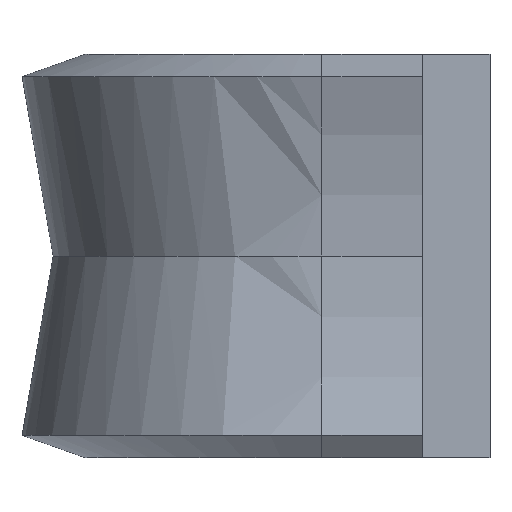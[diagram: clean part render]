
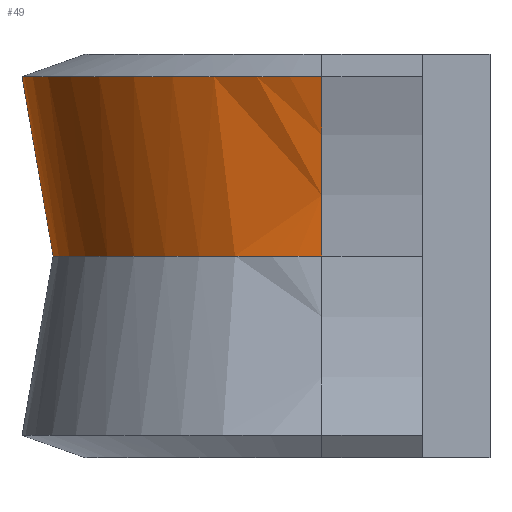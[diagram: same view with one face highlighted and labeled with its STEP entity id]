
A CAD part, left-side view. The second image highlights one B-rep face of the part: STEP entity #49.
In plain terms, the highlighted free-form (B-spline) face has degree [2, 2] with [9, 9] control points.
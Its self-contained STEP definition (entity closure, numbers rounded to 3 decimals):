
#49=ADVANCED_FACE('',(#85),#539,.T.);
#85=FACE_OUTER_BOUND('',#125,.T.);
#125=EDGE_LOOP('',(#282,#283,#284,#285));
#282=ORIENTED_EDGE('',*,*,#321,.T.);
#283=ORIENTED_EDGE('',*,*,#382,.F.);
#284=ORIENTED_EDGE('',*,*,#368,.F.);
#285=ORIENTED_EDGE('',*,*,#383,.T.);
#321=EDGE_CURVE('',#490,#487,#391,.T.);
#368=EDGE_CURVE('',#524,#525,#413,.T.);
#382=EDGE_CURVE('',#525,#487,#420,.T.);
#383=EDGE_CURVE('',#524,#490,#421,.T.);
#391=(
BOUNDED_CURVE()
B_SPLINE_CURVE(2,(#1289,#1290,#1291),.UNSPECIFIED.,.F.,.F.)
B_SPLINE_CURVE_WITH_KNOTS((3,3),(0.,2.719),.UNSPECIFIED.)
CURVE()
GEOMETRIC_REPRESENTATION_ITEM()
RATIONAL_B_SPLINE_CURVE((1.,0.986,1.))
REPRESENTATION_ITEM('')
);
#413=(
BOUNDED_CURVE()
B_SPLINE_CURVE(2,(#1402,#1403,#1404),.UNSPECIFIED.,.F.,.F.)
B_SPLINE_CURVE_WITH_KNOTS((3,3),(0.,2.719),.UNSPECIFIED.)
CURVE()
GEOMETRIC_REPRESENTATION_ITEM()
RATIONAL_B_SPLINE_CURVE((1.,0.986,1.))
REPRESENTATION_ITEM('')
);
#420=(
BOUNDED_CURVE()
B_SPLINE_CURVE(2,(#1444,#1445,#1446,#1447,#1448),.UNSPECIFIED.,.F.,.F.)
B_SPLINE_CURVE_WITH_KNOTS((3,2,3),(-14.004,-7.002,
0.),.UNSPECIFIED.)
CURVE()
GEOMETRIC_REPRESENTATION_ITEM()
RATIONAL_B_SPLINE_CURVE((1.,0.707,1.,0.707,1.))
REPRESENTATION_ITEM('')
);
#421=(
BOUNDED_CURVE()
B_SPLINE_CURVE(2,(#1449,#1450,#1451,#1452,#1453),.UNSPECIFIED.,.F.,.F.)
B_SPLINE_CURVE_WITH_KNOTS((3,2,3),(-12.566,-6.283,
0.),.UNSPECIFIED.)
CURVE()
GEOMETRIC_REPRESENTATION_ITEM()
RATIONAL_B_SPLINE_CURVE((1.,0.707,1.,0.707,1.))
REPRESENTATION_ITEM('')
);
#487=VERTEX_POINT('',#1203);
#490=VERTEX_POINT('',#1206);
#524=VERTEX_POINT('',#1240);
#525=VERTEX_POINT('',#1241);
#539=(
BOUNDED_SURFACE()
B_SPLINE_SURFACE(2,2,((#848,#849,#850,#851,#852,#853,#854,#855,#856),(#857,
#858,#859,#860,#861,#862,#863,#864,#865),(#866,#867,#868,#869,#870,#871,
#872,#873,#874),(#875,#876,#877,#878,#879,#880,#881,#882,#883),(#884,#885,
#886,#887,#888,#889,#890,#891,#892),(#893,#894,#895,#896,#897,#898,#899,
#900,#901),(#902,#903,#904,#905,#906,#907,#908,#909,#910),(#911,#912,#913,
#914,#915,#916,#917,#918,#919),(#920,#921,#922,#923,#924,#925,#926,#927,
#928)),.UNSPECIFIED.,.T.,.F.,.F.)
B_SPLINE_SURFACE_WITH_KNOTS((3,2,2,2,3),(3,2,2,2,3),(0.,12.566,
25.133,37.699,50.265),(0.,18.85,
37.699,56.549,75.398),.UNSPECIFIED.)
GEOMETRIC_REPRESENTATION_ITEM()
RATIONAL_B_SPLINE_SURFACE(((1.,0.707,1.,0.707,1.,
0.707,1.,0.707,1.),(0.707,0.5,0.707,
0.5,0.707,0.5,0.707,0.5,0.707),(1.,
0.707,1.,0.707,1.,0.707,1.,0.707,
1.),(0.707,0.5,0.707,0.5,0.707,0.5,
0.707,0.5,0.707),(1.,0.707,1.,0.707,
1.,0.707,1.,0.707,1.),(0.707,0.5,0.707,
0.5,0.707,0.5,0.707,0.5,0.707),(1.,
0.707,1.,0.707,1.,0.707,1.,0.707,
1.),(0.707,0.5,0.707,0.5,0.707,0.5,
0.707,0.5,0.707),(1.,0.707,1.,0.707,
1.,0.707,1.,0.707,1.)))
REPRESENTATION_ITEM('')
SURFACE()
);
#848=CARTESIAN_POINT('',(0.,-17.5,0.));
#849=CARTESIAN_POINT('',(-20.,-17.5,0.));
#850=CARTESIAN_POINT('',(-20.,2.5,0.));
#851=CARTESIAN_POINT('',(-20.,22.5,0.));
#852=CARTESIAN_POINT('',(0.,22.5,0.));
#853=CARTESIAN_POINT('',(20.,22.5,0.));
#854=CARTESIAN_POINT('',(20.,2.5,0.));
#855=CARTESIAN_POINT('',(20.,-17.5,0.));
#856=CARTESIAN_POINT('',(0.,-17.5,0.));
#857=CARTESIAN_POINT('',(0.,-17.5,-8.));
#858=CARTESIAN_POINT('',(-20.,-17.5,-8.));
#859=CARTESIAN_POINT('',(-20.,2.5,-8.));
#860=CARTESIAN_POINT('',(-20.,22.5,-8.));
#861=CARTESIAN_POINT('',(0.,22.5,-8.));
#862=CARTESIAN_POINT('',(20.,22.5,-8.));
#863=CARTESIAN_POINT('',(20.,2.5,-8.));
#864=CARTESIAN_POINT('',(20.,-17.5,-8.));
#865=CARTESIAN_POINT('',(0.,-17.5,-8.));
#866=CARTESIAN_POINT('',(0.,-9.5,-8.));
#867=CARTESIAN_POINT('',(-12.,-9.5,-8.));
#868=CARTESIAN_POINT('',(-12.,2.5,-8.));
#869=CARTESIAN_POINT('',(-12.,14.5,-8.));
#870=CARTESIAN_POINT('',(0.,14.5,-8.));
#871=CARTESIAN_POINT('',(12.,14.5,-8.));
#872=CARTESIAN_POINT('',(12.,2.5,-8.));
#873=CARTESIAN_POINT('',(12.,-9.5,-8.));
#874=CARTESIAN_POINT('',(0.,-9.5,-8.));
#875=CARTESIAN_POINT('',(0.,-1.5,-8.));
#876=CARTESIAN_POINT('',(-4.,-1.5,-8.));
#877=CARTESIAN_POINT('',(-4.,2.5,-8.));
#878=CARTESIAN_POINT('',(-4.,6.5,-8.));
#879=CARTESIAN_POINT('',(0.,6.5,-8.));
#880=CARTESIAN_POINT('',(4.,6.5,-8.));
#881=CARTESIAN_POINT('',(4.,2.5,-8.));
#882=CARTESIAN_POINT('',(4.,-1.5,-8.));
#883=CARTESIAN_POINT('',(0.,-1.5,-8.));
#884=CARTESIAN_POINT('',(0.,-1.5,0.));
#885=CARTESIAN_POINT('',(-4.,-1.5,0.));
#886=CARTESIAN_POINT('',(-4.,2.5,0.));
#887=CARTESIAN_POINT('',(-4.,6.5,0.));
#888=CARTESIAN_POINT('',(0.,6.5,0.));
#889=CARTESIAN_POINT('',(4.,6.5,0.));
#890=CARTESIAN_POINT('',(4.,2.5,0.));
#891=CARTESIAN_POINT('',(4.,-1.5,0.));
#892=CARTESIAN_POINT('',(0.,-1.5,0.));
#893=CARTESIAN_POINT('',(0.,-1.5,8.));
#894=CARTESIAN_POINT('',(-4.,-1.5,8.));
#895=CARTESIAN_POINT('',(-4.,2.5,8.));
#896=CARTESIAN_POINT('',(-4.,6.5,8.));
#897=CARTESIAN_POINT('',(0.,6.5,8.));
#898=CARTESIAN_POINT('',(4.,6.5,8.));
#899=CARTESIAN_POINT('',(4.,2.5,8.));
#900=CARTESIAN_POINT('',(4.,-1.5,8.));
#901=CARTESIAN_POINT('',(0.,-1.5,8.));
#902=CARTESIAN_POINT('',(0.,-9.5,8.));
#903=CARTESIAN_POINT('',(-12.,-9.5,8.));
#904=CARTESIAN_POINT('',(-12.,2.5,8.));
#905=CARTESIAN_POINT('',(-12.,14.5,8.));
#906=CARTESIAN_POINT('',(0.,14.5,8.));
#907=CARTESIAN_POINT('',(12.,14.5,8.));
#908=CARTESIAN_POINT('',(12.,2.5,8.));
#909=CARTESIAN_POINT('',(12.,-9.5,8.));
#910=CARTESIAN_POINT('',(0.,-9.5,8.));
#911=CARTESIAN_POINT('',(0.,-17.5,8.));
#912=CARTESIAN_POINT('',(-20.,-17.5,8.));
#913=CARTESIAN_POINT('',(-20.,2.5,8.));
#914=CARTESIAN_POINT('',(-20.,22.5,8.));
#915=CARTESIAN_POINT('',(0.,22.5,8.));
#916=CARTESIAN_POINT('',(20.,22.5,8.));
#917=CARTESIAN_POINT('',(20.,2.5,8.));
#918=CARTESIAN_POINT('',(20.,-17.5,8.));
#919=CARTESIAN_POINT('',(0.,-17.5,8.));
#920=CARTESIAN_POINT('',(0.,-17.5,0.));
#921=CARTESIAN_POINT('',(-20.,-17.5,0.));
#922=CARTESIAN_POINT('',(-20.,2.5,0.));
#923=CARTESIAN_POINT('',(-20.,22.5,0.));
#924=CARTESIAN_POINT('',(0.,22.5,0.));
#925=CARTESIAN_POINT('',(20.,22.5,0.));
#926=CARTESIAN_POINT('',(20.,2.5,0.));
#927=CARTESIAN_POINT('',(20.,-17.5,0.));
#928=CARTESIAN_POINT('',(0.,-17.5,0.));
#1203=CARTESIAN_POINT('',(-4.458,2.5,2.667));
#1206=CARTESIAN_POINT('',(-4.,2.5,0.));
#1240=CARTESIAN_POINT('',(4.,2.5,0.));
#1241=CARTESIAN_POINT('',(4.458,2.5,2.667));
#1289=CARTESIAN_POINT('',(-4.,2.5,0.));
#1290=CARTESIAN_POINT('',(-4.,2.5,1.373));
#1291=CARTESIAN_POINT('',(-4.458,2.5,2.667));
#1402=CARTESIAN_POINT('',(4.,2.5,0.));
#1403=CARTESIAN_POINT('',(4.,2.5,1.373));
#1404=CARTESIAN_POINT('',(4.458,2.5,2.667));
#1444=CARTESIAN_POINT('',(4.458,2.5,2.667));
#1445=CARTESIAN_POINT('',(4.458,6.958,2.667));
#1446=CARTESIAN_POINT('',(0.,6.958,2.667));
#1447=CARTESIAN_POINT('',(-4.458,6.958,2.667));
#1448=CARTESIAN_POINT('',(-4.458,2.5,2.667));
#1449=CARTESIAN_POINT('',(4.,2.5,0.));
#1450=CARTESIAN_POINT('',(4.,6.5,0.));
#1451=CARTESIAN_POINT('',(0.,6.5,0.));
#1452=CARTESIAN_POINT('',(-4.,6.5,0.));
#1453=CARTESIAN_POINT('',(-4.,2.5,0.));
